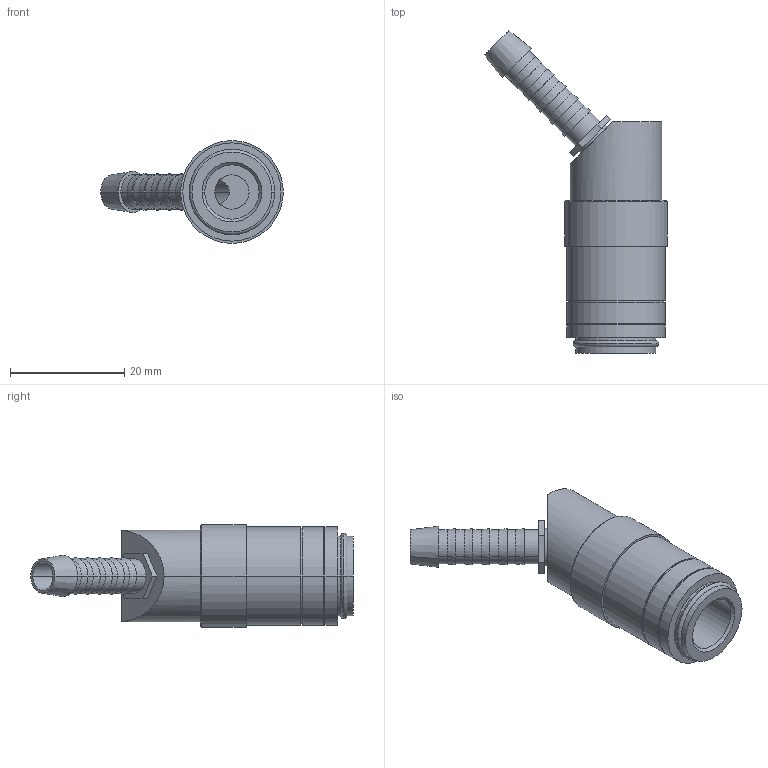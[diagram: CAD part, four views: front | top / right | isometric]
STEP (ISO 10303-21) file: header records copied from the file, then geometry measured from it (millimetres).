
FILE_DESCRIPTION(('STEP AP214'),'1');
FILE_NAME('esdm_6_tl-45ab.stp','2020-04-22T06:12:09',('TraceParts'),('TraceParts S.A.'),'Spatial InterOp 3D',' ',' ');
FILE_SCHEMA(('automotive_design'));
Length unit declared in the file: millimetre
Products named in the file (1): 1
Bounding box: 31.98 x 56.46 x 18 mm (x, y, z)
Volume: 7343.8 mm3; surface area: 4367.5 mm2
Topology: 1 solids, 1 shells, 85 faces, 177 edges, 111 vertices
Faces by surface type: cylinder 38, plane 27, cone 16, torus 4
Entity records: 3071 total; most frequent: CARTESIAN_POINT 464, DIRECTION 449, ORIENTED_EDGE 354, AXIS2_PLACEMENT_3D 188, EDGE_CURVE 177, VERTEX_POINT 111, EDGE_LOOP 104, CIRCLE 98
